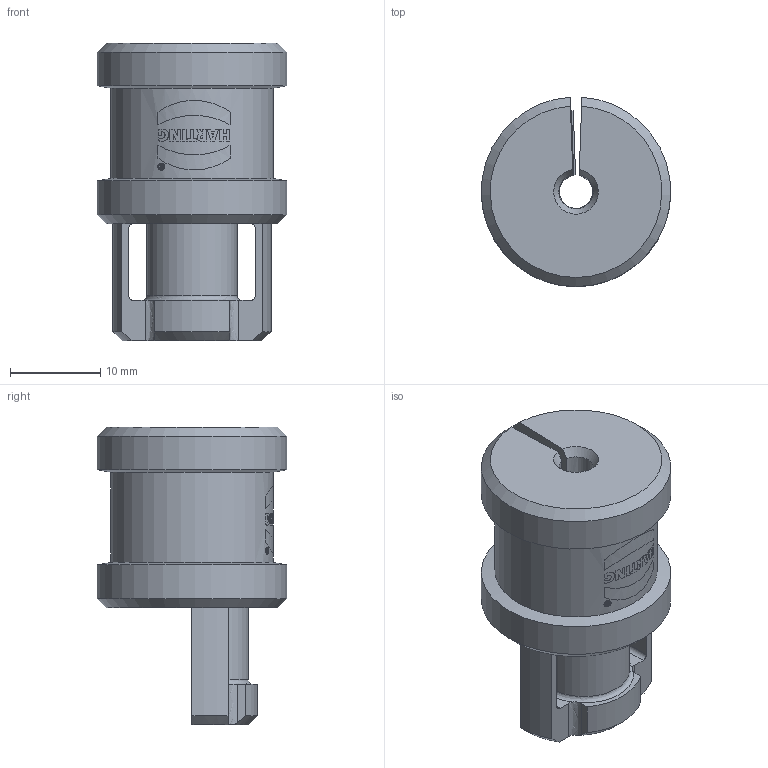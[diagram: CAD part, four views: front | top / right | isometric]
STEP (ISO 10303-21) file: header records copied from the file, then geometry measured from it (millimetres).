
FILE_DESCRIPTION(/* description */ (''),/* implementation_level */ '2;1');
FILE_NAME(/* name */ '100939652ugm000_a.stp',/* time_stamp */ '2021-02-15T07:57:17+01:00',/* author */ (''),/* organization */ (''),/* preprocessor_version */ 'ST-DEVELOPER v16.7',/* originating_system */ 'SIEMENS PLM Software NX 1911',/* authorisation */ '');
FILE_SCHEMA (('AUTOMOTIVE_DESIGN { 1 0 10303 214 3 1 1 1 }'));
Length unit declared in the file: millimetre
Products named in the file (1): 100939652ugm000_a
Bounding box: 20.99 x 20.98 x 33 mm (x, y, z)
Volume: 6403.5 mm3; surface area: 3151.4 mm2
Topology: 1 solids, 1 shells, 87 faces, 380 edges, 393 vertices
Faces by surface type: plane 46, cylinder 22, revolution 12, cone 7
Entity records: 5238 total; most frequent: CARTESIAN_POINT 1277, DIRECTION 596, ORIENTED_EDGE 588, EDGE_CURVE 294, LINE 236, VECTOR 236, VERTEX_POINT 222, PRESENTATION_STYLE_ASSIGNMENT 175
